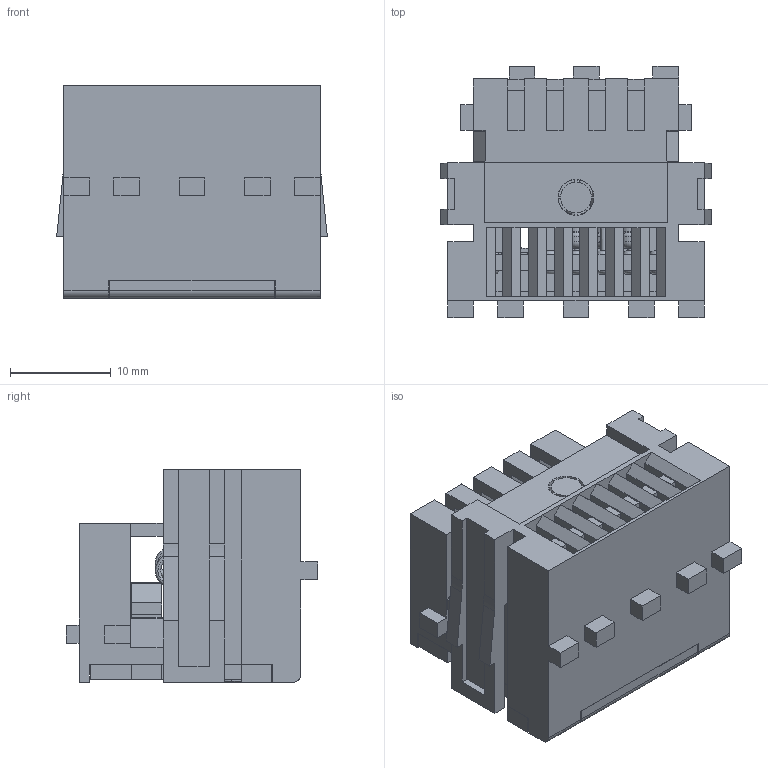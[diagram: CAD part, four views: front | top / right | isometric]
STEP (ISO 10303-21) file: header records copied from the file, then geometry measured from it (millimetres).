
FILE_DESCRIPTION (( 'STEP AP214' ), '1' );
FILE_NAME ('BE-TR30B3000.STEP', '2023-04-19T04:09:57', ( '' ), ( '' ), 'SwSTEP 2.0', 'SolidWorks 2021', '' );
FILE_SCHEMA (( 'AUTOMOTIVE_DESIGN' ));
Length unit declared in the file: inch
Products named in the file (8): Electrical Component; BE-TR30B3000; BE-TR30B3000 PCB; Plug, Female; TR16 SERIES HOUSING_TR16 SERIES; Resistor, 6.98k ohms; BE-TR30B3000 PCB ASSY; TR16 SERIES COVER
Assembly tree (9 placements, depth 3):
  BE-TR30B3000
    TR16 SERIES HOUSING_TR16 SERIES
    TR16 SERIES COVER
    BE-TR30B3000 PCB ASSY
      BE-TR30B3000 PCB
      Resistor, 6.98k ohms  x3
      Electrical Component
      Plug, Female
Bounding box: 26.82 x 24.92 x 21.08 mm (x, y, z)
Volume: 4572.9 mm3; surface area: 8705.3 mm2
Topology: 9 solids, 27 shells, 900 faces, 2410 edges, 1568 vertices
Faces by surface type: plane 642, cylinder 144, torus 100, bspline 8, cone 6
Entity records: 32305 total; most frequent: CARTESIAN_POINT 5665, ORIENTED_EDGE 4468, DIRECTION 4310, EDGE_CURVE 2234, VECTOR 1682, LINE 1682, VERTEX_POINT 1456, AXIS2_PLACEMENT_3D 1314
